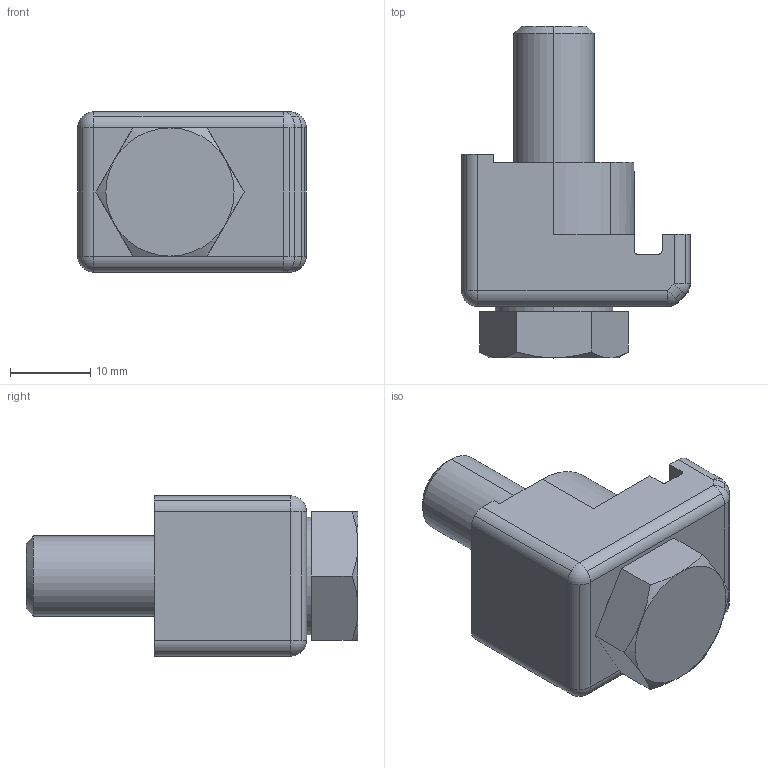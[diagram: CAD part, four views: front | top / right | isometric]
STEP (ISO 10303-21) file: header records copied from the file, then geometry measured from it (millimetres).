
FILE_DESCRIPTION((''),'2;1');
FILE_NAME('212-236.stp','2004-01-08T13:32:44',('KAA'),(''),'Autodesk Inventor (R) 6.0','Autodesk Inventor (R) 6.0','');
FILE_SCHEMA(('CONFIG_CONTROL_DESIGN'));
Length unit declared in the file: millimetre
Products named in the file (1): 212-236
Bounding box: 28.5 x 41.4 x 20 mm (x, y, z)
Volume: 10772.5 mm3; surface area: 4841.8 mm2
Topology: 1 solids, 1 shells, 74 faces, 182 edges, 109 vertices
Faces by surface type: cylinder 36, plane 26, cone 6, sphere 6
Entity records: 2226 total; most frequent: DIRECTION 397, CARTESIAN_POINT 376, ORIENTED_EDGE 352, EDGE_CURVE 176, AXIS2_PLACEMENT_3D 154, VERTEX_POINT 109, VECTOR 89, LINE 89
